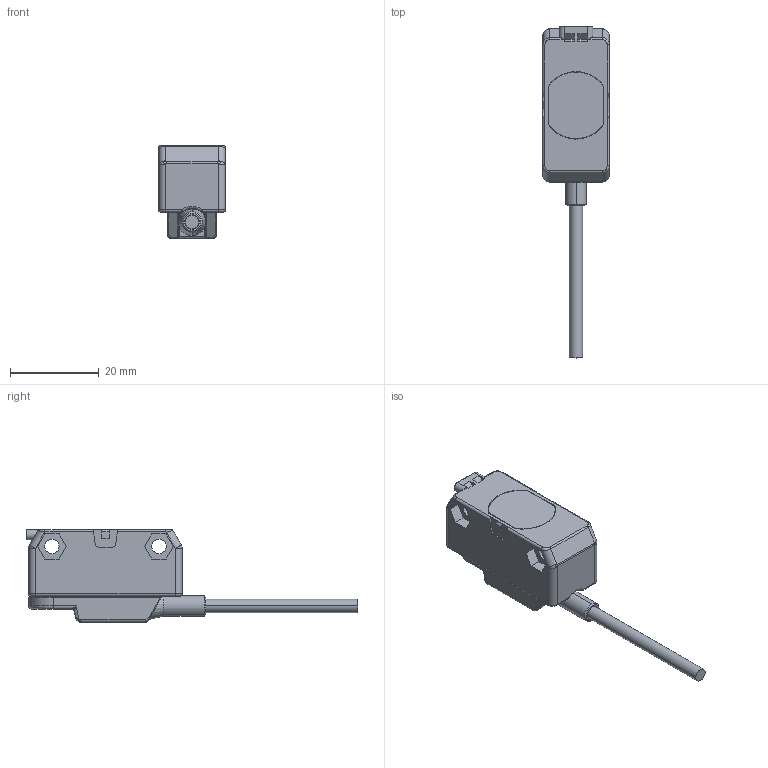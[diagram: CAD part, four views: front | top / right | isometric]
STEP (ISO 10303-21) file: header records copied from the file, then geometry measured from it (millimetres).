
FILE_DESCRIPTION((''),'2;1');
FILE_NAME('139462_SM01_ASM','2022-04-27T07:45:53',('PDMAdmin'),('BANNER ENGINEERING'),'CREO PARAMETRIC BY PTC INC, 2019292','CREO PARAMETRIC BY PTC INC, 2019292','');
FILE_SCHEMA(('CONFIG_CONTROL_DESIGN'));
Products named in the file (3): 139462_EP01; ASSEMBLY_55820; 139462_SM01_ASM
Assembly tree (2 placements, depth 2):
  139462_SM01_ASM
    139462_EP01
    ASSEMBLY_55820
Bounding box: 15 x 74.71 x 20.9 mm (x, y, z)
Volume: 9006.7 mm3; surface area: 4056.2 mm2
Topology: 2 solids, 2 shells, 246 faces, 572 edges, 337 vertices
Faces by surface type: plane 93, cylinder 86, bspline 36, torus 17, sphere 10, cone 4
Entity records: 8733 total; most frequent: CARTESIAN_POINT 3274, ORIENTED_EDGE 1140, DIRECTION 1079, EDGE_CURVE 570, AXIS2_PLACEMENT_3D 384, VERTEX_POINT 337, VECTOR 311, LINE 311
